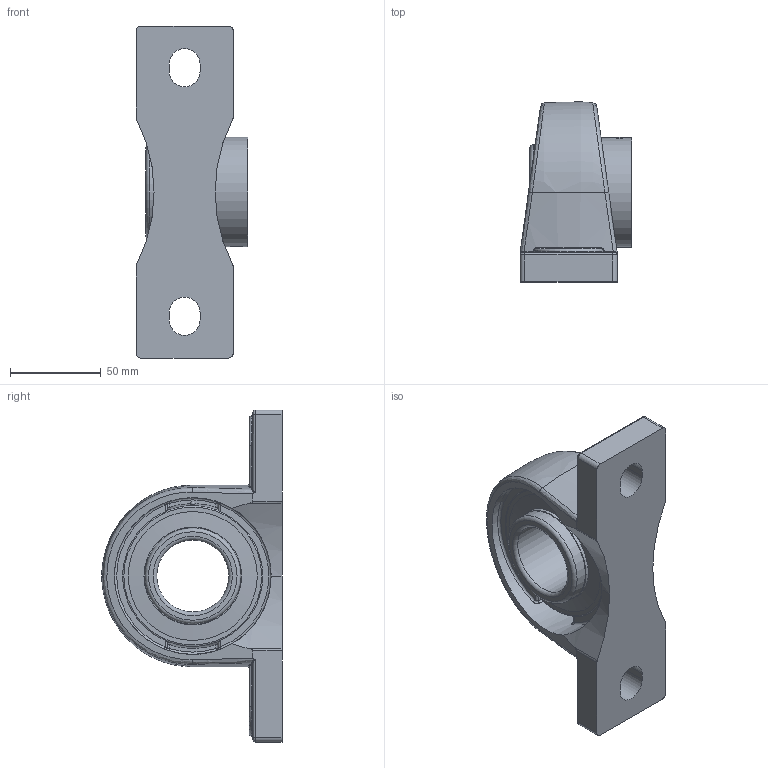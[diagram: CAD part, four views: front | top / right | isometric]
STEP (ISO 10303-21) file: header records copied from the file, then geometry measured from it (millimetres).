
FILE_DESCRIPTION(('HOOPS Exchange Step'),'2;1');
FILE_NAME('export-1AE882F0-50B2-4A17-B2B1-160B8AFA4DFC.stp','2020-05-21T08:22:14-07:00',('dkerr'),('Alibre'),'HOOPS Exchange 2020.0','Alibre','Unknown authorisation');
FILE_SCHEMA( ('AP242_MANAGED_MODEL_BASED_3D_ENGINEERING_MIM_LF {1 0 10303 442 1 1 4 }') );
Length unit declared in the file: inch
Products named in the file (8): MRN SPM 208 L4L; SHC 208 (Ball Bearing); SHC 208 (Shield); SHC 208 (Setscrew); SHC 208-25 (Collar); SHC 208-25 L4L (1.5625inch) (Races); MRN SHC 208-25 L4L (1.5625inch); MRN SHCSPM 208-25 L4L (1.5625inch)
Assembly tree (7 placements, depth 3):
  MRN SHCSPM 208-25 L4L (1.5625inch)
    MRN SPM 208 L4L
    MRN SHC 208-25 L4L (1.5625inch)
      SHC 208 (Ball Bearing)
      SHC 208 (Shield)
      SHC 208 (Setscrew)
      SHC 208-25 (Collar)
      SHC 208-25 L4L (1.5625inch) (Races)
Bounding box: 61.65 x 99.23 x 183 mm (x, y, z)
Volume: 302043.4 mm3; surface area: 93313.2 mm2
Topology: 16 solids, 16 shells, 198 faces, 518 edges, 331 vertices
Faces by surface type: cylinder 69, plane 53, torus 26, bspline 22, sphere 16, cone 12
Full cylindrical faces by diameter (mm): 7.925 x1, 7.938 x2, 39.688 x2, 48.768 x2, 52.832 x4, 53.848 x2, 60.3 x1, 69.215 x2, 71.12 x4, 86.408 x2, 88.22 x1
Entity records: 13212 total; most frequent: CARTESIAN_POINT 8178, DIRECTION 1057, ORIENTED_EDGE 982, EDGE_CURVE 491, AXIS2_PLACEMENT_3D 450, VERTEX_POINT 331, CIRCLE 231, EDGE_LOOP 222
